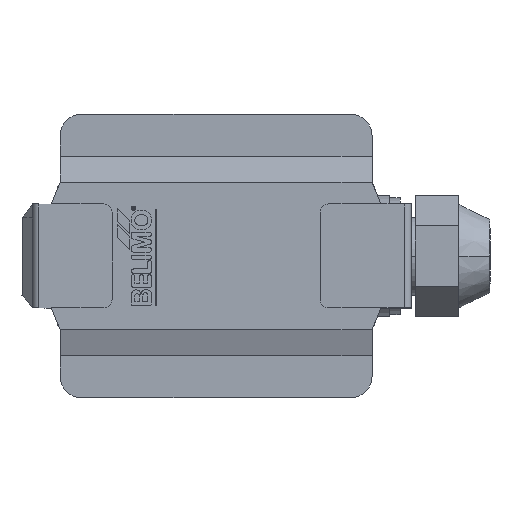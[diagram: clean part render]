
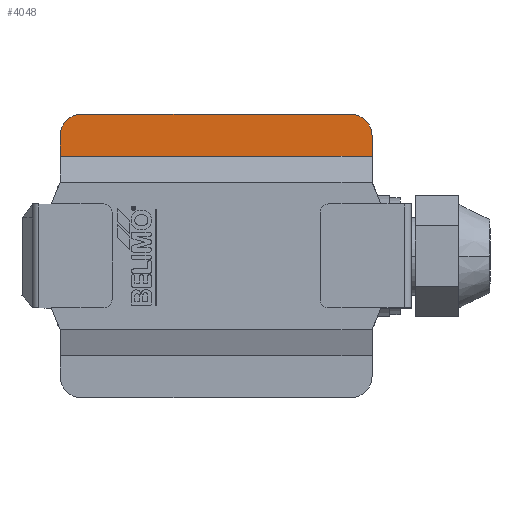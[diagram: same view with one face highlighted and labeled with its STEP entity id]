
A CAD part, top view. The second image highlights one B-rep face of the part: STEP entity #4048.
In plain terms, the highlighted planar face has unit normal (0, 0, 1).
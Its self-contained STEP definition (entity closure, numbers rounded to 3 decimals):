
#2746=EDGE_CURVE('',#6074,#4890,#7973,.T.);
#2774=VERTEX_POINT('',#8002);
#2834=EDGE_CURVE('',#6234,#6986,#8070,.T.);
#2854=EDGE_CURVE('',#6890,#4988,#8092,.T.);
#3104=EDGE_CURVE('',#6156,#6806,#8372,.T.);
#4048=ADVANCED_FACE('',(#9416),#9417,.T.);
#4382=VERTEX_POINT('',#9785);
#4436=EDGE_CURVE('',#6806,#6344,#9841,.T.);
#4482=EDGE_CURVE('',#5276,#7416,#9891,.T.);
#4548=EDGE_CURVE('',#5684,#4790,#9962,.T.);
#4648=EDGE_CURVE('',#6986,#4382,#10071,.T.);
#4696=EDGE_CURVE('',#2774,#7420,#10121,.T.);
#4790=VERTEX_POINT('',#10222);
#4890=VERTEX_POINT('',#10330);
#4944=EDGE_CURVE('',#4988,#7816,#10388,.T.);
#4988=VERTEX_POINT('',#10439);
#5234=EDGE_CURVE('',#7420,#6890,#10711,.T.);
#5276=VERTEX_POINT('',#10753);
#5366=EDGE_CURVE('',#4790,#6938,#10852,.T.);
#5612=EDGE_CURVE('',#7416,#6428,#11120,.T.);
#5684=VERTEX_POINT('',#11192);
#5834=EDGE_CURVE('',#4382,#2774,#11358,.T.);
#6072=EDGE_CURVE('',#6428,#7096,#11615,.T.);
#6074=VERTEX_POINT('',#11617);
#6156=VERTEX_POINT('',#11709);
#6234=VERTEX_POINT('',#11790);
#6344=VERTEX_POINT('',#11921);
#6384=EDGE_CURVE('',#7816,#5276,#11964,.T.);
#6422=EDGE_CURVE('',#6938,#6156,#12006,.T.);
#6428=VERTEX_POINT('',#12013);
#6806=VERTEX_POINT('',#12434);
#6890=VERTEX_POINT('',#12527);
#6938=VERTEX_POINT('',#12577);
#6986=VERTEX_POINT('',#12632);
#7018=EDGE_CURVE('',#7096,#5684,#12665,.T.);
#7096=VERTEX_POINT('',#12752);
#7126=EDGE_CURVE('',#6344,#6074,#12785,.T.);
#7302=EDGE_CURVE('',#4890,#6234,#12970,.T.);
#7416=VERTEX_POINT('',#13096);
#7420=VERTEX_POINT('',#13100);
#7816=VERTEX_POINT('',#13533);
#7973=LINE('',#13733,#13734);
#8002=CARTESIAN_POINT('',(53.4,32.76,43.0));
#8070=LINE('',#13870,#13871);
#8092=LINE('',#13905,#13906);
#8372=LINE('',#14301,#14302);
#9416=FACE_OUTER_BOUND('',#15776,.T.);
#9417=PLANE('',#15777);
#9785=CARTESIAN_POINT('',(-8.6,32.76,43.0));
#9841=LINE('',#16391,#16392);
#9891=LINE('',#16455,#16456);
#9962=LINE('',#16557,#16558);
#10071=LINE('',#16713,#16714);
#10121=LINE('',#16788,#16789);
#10222=CARTESIAN_POINT('',(-13.6,23.0,43.0));
#10330=CARTESIAN_POINT('',(-11.378,31.917,43.0));
#10388=LINE('',#17168,#17169);
#10439=CARTESIAN_POINT('',(56.178,31.917,43.0));
#10711=LINE('',#17623,#17624);
#10753=CARTESIAN_POINT('',(57.557,30.538,43.0));
#10852=LINE('',#17821,#17822);
#11120=LINE('',#18196,#18197);
#11192=CARTESIAN_POINT('',(58.4,23.0,43.0));
#11358=LINE('',#18545,#18546);
#11615=LINE('',#18931,#18932);
#11617=CARTESIAN_POINT('',(-12.136,31.296,43.0));
#11709=CARTESIAN_POINT('',(-13.504,28.735,43.0));
#11790=CARTESIAN_POINT('',(-10.513,32.379,43.0));
#11921=CARTESIAN_POINT('',(-12.757,30.538,43.0));
#11964=LINE('',#19427,#19428);
#12006=LINE('',#19484,#19485);
#12013=CARTESIAN_POINT('',(58.304,28.735,43.0));
#12434=CARTESIAN_POINT('',(-13.219,29.673,43.0));
#12527=CARTESIAN_POINT('',(55.313,32.379,43.0));
#12577=CARTESIAN_POINT('',(-13.6,27.76,43.0));
#12632=CARTESIAN_POINT('',(-9.575,32.664,43.0));
#12665=LINE('',#20403,#20404);
#12752=CARTESIAN_POINT('',(58.4,27.76,43.0));
#12785=LINE('',#20573,#20574);
#12970=LINE('',#20841,#20842);
#13096=CARTESIAN_POINT('',(58.019,29.673,43.0));
#13100=CARTESIAN_POINT('',(54.375,32.664,43.0));
#13533=CARTESIAN_POINT('',(56.936,31.296,43.0));
#13733=CARTESIAN_POINT('',(-12.136,31.296,43.0));
#13734=VECTOR('',#21854,1.0);
#13870=CARTESIAN_POINT('',(-10.513,32.379,43.0));
#13871=VECTOR('',#21946,1.);
#13905=CARTESIAN_POINT('',(55.313,32.379,43.0));
#13906=VECTOR('',#21971,1.);
#14301=CARTESIAN_POINT('',(-13.504,28.735,43.0));
#14302=VECTOR('',#22289,1.);
#15776=EDGE_LOOP('',(#23470,#23471,#23472,#23473,#23474,#23475,#23476,#23477,#23478,#23479,#23480,#23481,#23482,#23483,#23484,#23485,#23486,#23487,#23488,#23489));
#15777=AXIS2_PLACEMENT_3D('',#23490,#23491,#23492);
#16391=CARTESIAN_POINT('',(-13.219,29.673,43.0));
#16392=VECTOR('',#23918,1.0);
#16455=CARTESIAN_POINT('',(57.557,30.538,43.0));
#16456=VECTOR('',#23962,1.0);
#16557=CARTESIAN_POINT('',(58.4,23.0,43.0));
#16558=VECTOR('',#24026,1.0);
#16713=CARTESIAN_POINT('',(-9.575,32.664,43.0));
#16714=VECTOR('',#24145,1.0);
#16788=CARTESIAN_POINT('',(53.4,32.76,43.0));
#16789=VECTOR('',#24177,1.0);
#17168=CARTESIAN_POINT('',(56.178,31.917,43.0));
#17169=VECTOR('',#24411,1.0);
#17623=CARTESIAN_POINT('',(54.375,32.664,43.0));
#17624=VECTOR('',#24800,1.);
#17821=CARTESIAN_POINT('',(-13.6,17.0,43.0));
#17822=VECTOR('',#24913,1.0);
#18196=CARTESIAN_POINT('',(58.019,29.673,43.0));
#18197=VECTOR('',#25233,1.);
#18545=CARTESIAN_POINT('',(-8.6,32.76,43.0));
#18546=VECTOR('',#25427,1.0);
#18931=CARTESIAN_POINT('',(58.304,28.735,43.0));
#18932=VECTOR('',#25658,1.0);
#19427=CARTESIAN_POINT('',(56.936,31.296,43.0));
#19428=VECTOR('',#26099,1.0);
#19484=CARTESIAN_POINT('',(-13.6,27.76,43.0));
#19485=VECTOR('',#26141,1.0);
#20403=CARTESIAN_POINT('',(58.4,27.76,43.0));
#20404=VECTOR('',#26876,1.0);
#20573=CARTESIAN_POINT('',(-12.757,30.538,43.0));
#20574=VECTOR('',#27021,1.0);
#20841=CARTESIAN_POINT('',(-11.378,31.917,43.0));
#20842=VECTOR('',#27160,1.);
#21854=DIRECTION('',(0.773,0.634,0.0));
#21946=DIRECTION('',(0.957,0.29,0.0));
#21971=DIRECTION('',(0.882,-0.471,0.0));
#22289=DIRECTION('',(0.29,0.957,0.0));
#23470=ORIENTED_EDGE('',*,*,#4548,.F.);
#23471=ORIENTED_EDGE('',*,*,#7018,.F.);
#23472=ORIENTED_EDGE('',*,*,#6072,.F.);
#23473=ORIENTED_EDGE('',*,*,#5612,.F.);
#23474=ORIENTED_EDGE('',*,*,#4482,.F.);
#23475=ORIENTED_EDGE('',*,*,#6384,.F.);
#23476=ORIENTED_EDGE('',*,*,#4944,.F.);
#23477=ORIENTED_EDGE('',*,*,#2854,.F.);
#23478=ORIENTED_EDGE('',*,*,#5234,.F.);
#23479=ORIENTED_EDGE('',*,*,#4696,.F.);
#23480=ORIENTED_EDGE('',*,*,#5834,.F.);
#23481=ORIENTED_EDGE('',*,*,#4648,.F.);
#23482=ORIENTED_EDGE('',*,*,#2834,.F.);
#23483=ORIENTED_EDGE('',*,*,#7302,.F.);
#23484=ORIENTED_EDGE('',*,*,#2746,.F.);
#23485=ORIENTED_EDGE('',*,*,#7126,.F.);
#23486=ORIENTED_EDGE('',*,*,#4436,.F.);
#23487=ORIENTED_EDGE('',*,*,#3104,.F.);
#23488=ORIENTED_EDGE('',*,*,#6422,.F.);
#23489=ORIENTED_EDGE('',*,*,#5366,.F.);
#23490=CARTESIAN_POINT('',(22.4,24.66,43.0));
#23491=DIRECTION('',(0.0,0.0,1.0));
#23492=DIRECTION('',(-1.0,0.0,0.0));
#23918=DIRECTION('',(0.471,0.882,0.0));
#23962=DIRECTION('',(0.471,-0.882,0.0));
#24026=DIRECTION('',(-1.0,0.0,0.0));
#24145=DIRECTION('',(0.995,0.098,0.0));
#24177=DIRECTION('',(0.995,-0.098,0.0));
#24411=DIRECTION('',(0.773,-0.634,0.0));
#24800=DIRECTION('',(0.957,-0.29,0.0));
#24913=DIRECTION('',(0.0,1.0,0.0));
#25233=DIRECTION('',(0.29,-0.957,0.0));
#25427=DIRECTION('',(1.0,0.0,0.0));
#25658=DIRECTION('',(0.098,-0.995,0.0));
#26099=DIRECTION('',(0.634,-0.773,0.0));
#26141=DIRECTION('',(0.098,0.995,0.0));
#26876=DIRECTION('',(0.0,-1.0,0.0));
#27021=DIRECTION('',(0.634,0.773,0.0));
#27160=DIRECTION('',(0.882,0.471,0.0));
